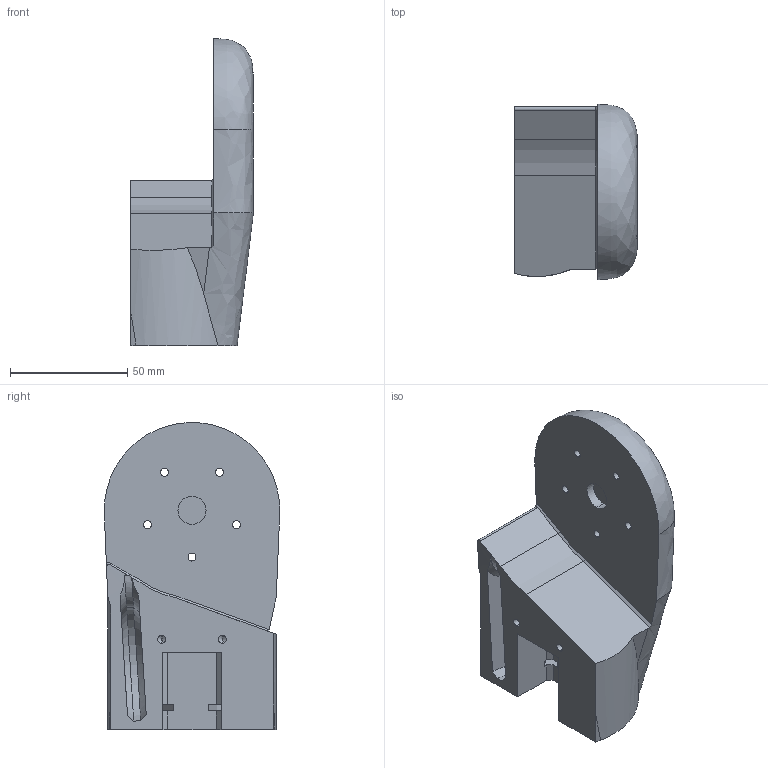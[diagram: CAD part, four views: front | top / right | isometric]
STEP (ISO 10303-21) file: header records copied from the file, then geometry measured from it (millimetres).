
FILE_DESCRIPTION (( 'STEP AP214' ), '1' );
FILE_NAME ('Upper_arm.STEP', '2025-03-31T14:03:44', ( '' ), ( '' ), 'SwSTEP 2.0', 'SolidWorks 2025', '' );
FILE_SCHEMA (( 'AUTOMOTIVE_DESIGN' ));
Length unit declared in the file: millimetre
Products named in the file (1): Upper_arm_elbow_part1
Bounding box: 52.52 x 74.94 x 131.2 mm (x, y, z)
Volume: 220602.1 mm3; surface area: 36062.4 mm2
Topology: 1 solids, 1 shells, 132 faces, 366 edges, 234 vertices
Faces by surface type: plane 61, cylinder 48, cone 15, bspline 8
Entity records: 4863 total; most frequent: CARTESIAN_POINT 1546, ORIENTED_EDGE 716, DIRECTION 642, EDGE_CURVE 358, VERTEX_POINT 234, AXIS2_PLACEMENT_3D 223, LINE 196, VECTOR 196
